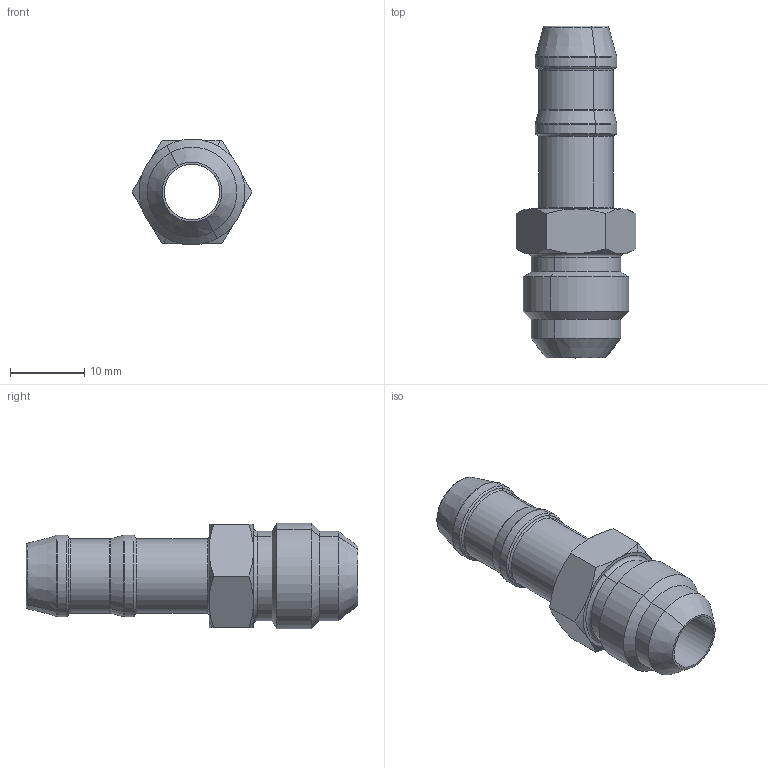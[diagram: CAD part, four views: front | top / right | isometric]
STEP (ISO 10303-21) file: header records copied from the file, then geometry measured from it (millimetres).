
FILE_DESCRIPTION(('CATIA V5 STEP Exchange'),'2;1');
FILE_NAME('PHL_006_EMBOUT_TUYAU_ASSISTANCE_FREINAGE_VERS_MASTER-VAC_DASH_06_SAPIN_11.stp','2024-06-21T12:50:51+00:00',('none'),('none'),'CATIA Version 5 Release 19 GA (IN-10)','CATIA V5 STEP AP203','none');
FILE_SCHEMA(('CONFIG_CONTROL_DESIGN'));
Length unit declared in the file: millimetre
Products named in the file (1): PHL_006_EMBOUT_TUYAU_ASSISTANCE_FREINAGE_VERS_MASTER-VAC_DASH_06_SAPIN_11
Bounding box: 16.17 x 44.8 x 14.28 mm (x, y, z)
Volume: 2814.5 mm3; surface area: 2920.2 mm2
Topology: 1 solids, 1 shells, 74 faces, 158 edges, 88 vertices
Faces by surface type: cone 26, torus 22, cylinder 16, plane 10
Entity records: 1938 total; most frequent: CARTESIAN_POINT 503, ORIENTED_EDGE 316, DIRECTION 218, EDGE_CURVE 158, AXIS2_PLACEMENT_3D 139, CIRCLE 94, VERTEX_POINT 88, EDGE_LOOP 78
